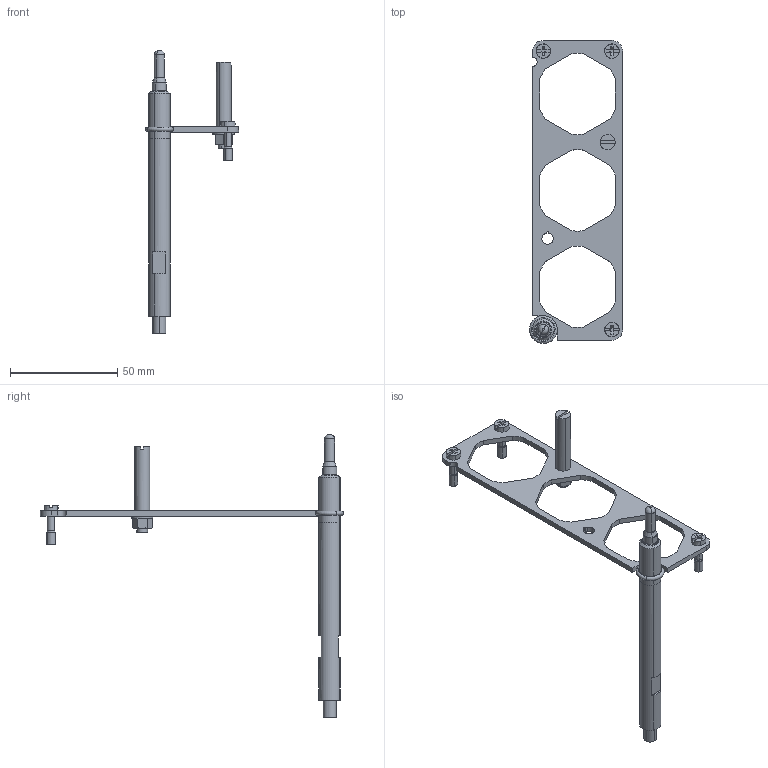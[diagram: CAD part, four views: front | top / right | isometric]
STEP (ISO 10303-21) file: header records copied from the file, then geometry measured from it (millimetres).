
FILE_DESCRIPTION(('CATIA V5 STEP Exchange','CAx-IF Rec.Pracs.--- Model Styling and Organization---1.4--- 2014-01-23'),'2;1');
FILE_NAME ('215958-1_1', '2019-08-25T10:09:17+00:00', ('none'), ('Weidmueller'), 'CATIA Version 5-6 Release 2016 SP3 HF44', 'CATIA V5 STEP AP214', 'none');
FILE_SCHEMA(('AUTOMOTIVE_DESIGN { 1 0 10303 214 1 1 1 1 }'));
Length unit declared in the file: millimetre
Products named in the file (1): 1987920000
Bounding box: 43.5 x 141.5 x 132 mm (x, y, z)
Volume: 17331.1 mm3; surface area: 13834.8 mm2
Topology: 10 solids, 10 shells, 238 faces, 620 edges, 405 vertices
Faces by surface type: plane 119, cylinder 77, cone 26, torus 16
Entity records: 6957 total; most frequent: CARTESIAN_POINT 1534, ORIENTED_EDGE 1236, DIRECTION 854, EDGE_CURVE 618, VERTEX_POINT 405, VECTOR 352, LINE 352, AXIS2_PLACEMENT_3D 346
